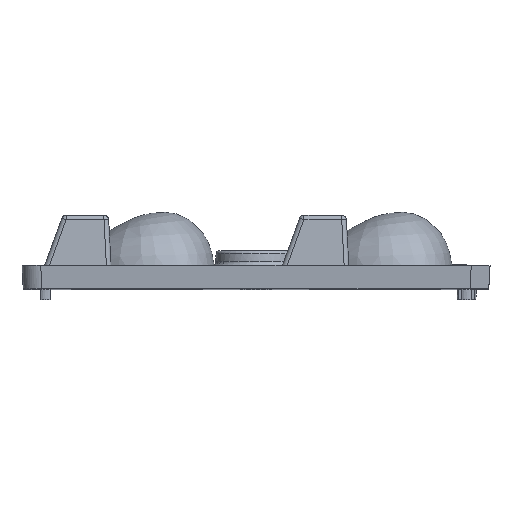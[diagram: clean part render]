
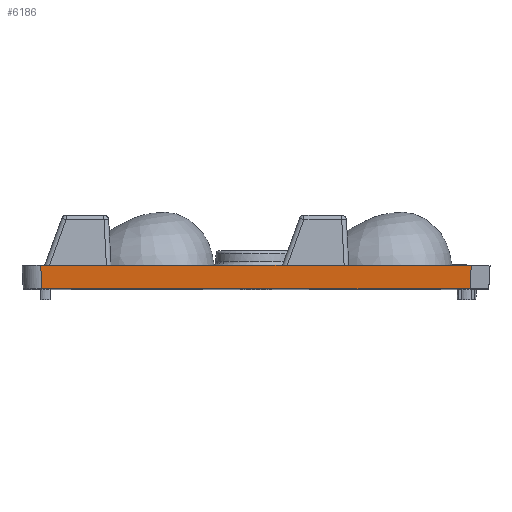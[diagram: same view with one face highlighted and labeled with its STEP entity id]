
A CAD part, top view. The second image highlights one B-rep face of the part: STEP entity #6186.
In plain terms, the highlighted planar face has unit normal (0, -0.052, 0.999).
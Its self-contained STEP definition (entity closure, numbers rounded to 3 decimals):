
#1=CARTESIAN_POINT('',(-23.003,0.,25.));
#99=DIRECTION('',(-1.,0.,0.));
#100=VECTOR('',#99,46.);
#101=CARTESIAN_POINT('',(22.997,0.,25.));
#102=LINE('',#101,#100);
#249=CARTESIAN_POINT('',(-22.872,-2.5,24.869));
#400=DIRECTION('',(-0.052,0.997,0.052));
#401=VECTOR('',#400,2.507);
#402=CARTESIAN_POINT('',(-22.872,-2.5,24.869));
#403=LINE('',#402,#401);
#404=DIRECTION('',(-0.052,-0.997,-0.052));
#405=VECTOR('',#404,2.507);
#406=CARTESIAN_POINT('',(22.997,0.,25.));
#407=LINE('',#406,#405);
#408=DIRECTION('',(-1.,0.,0.));
#409=VECTOR('',#408,45.738);
#410=CARTESIAN_POINT('',(22.866,-2.5,24.869));
#411=LINE('',#410,#409);
#5117=VERTEX_POINT('',#1);
#5152=CARTESIAN_POINT('',(22.997,0.,25.));
#5153=VERTEX_POINT('',#5152);
#5236=VERTEX_POINT('',#249);
#5237=CARTESIAN_POINT('',(22.866,-2.5,24.869));
#5238=VERTEX_POINT('',#5237);
#6174=CARTESIAN_POINT('',(-26.849,0.,25.));
#6175=DIRECTION('',(0.,-0.052,0.999));
#6176=DIRECTION('',(1.,0.,0.));
#6177=AXIS2_PLACEMENT_3D('',#6174,#6175,#6176);
#6178=PLANE('',#6177);
#6179=ORIENTED_EDGE('',*,*,#6036,.T.);
#6180=ORIENTED_EDGE('',*,*,#5915,.F.);
#6182=ORIENTED_EDGE('',*,*,#6181,.T.);
#6183=ORIENTED_EDGE('',*,*,#6047,.T.);
#6184=EDGE_LOOP('',(#6179,#6180,#6182,#6183));
#6185=FACE_OUTER_BOUND('',#6184,.F.);
#5915=EDGE_CURVE('',#5153,#5117,#102,.T.);
#6036=EDGE_CURVE('',#5236,#5117,#403,.T.);
#6047=EDGE_CURVE('',#5238,#5236,#411,.T.);
#6181=EDGE_CURVE('',#5153,#5238,#407,.T.);
#6186=ADVANCED_FACE('',(#6185),#6178,.T.);
